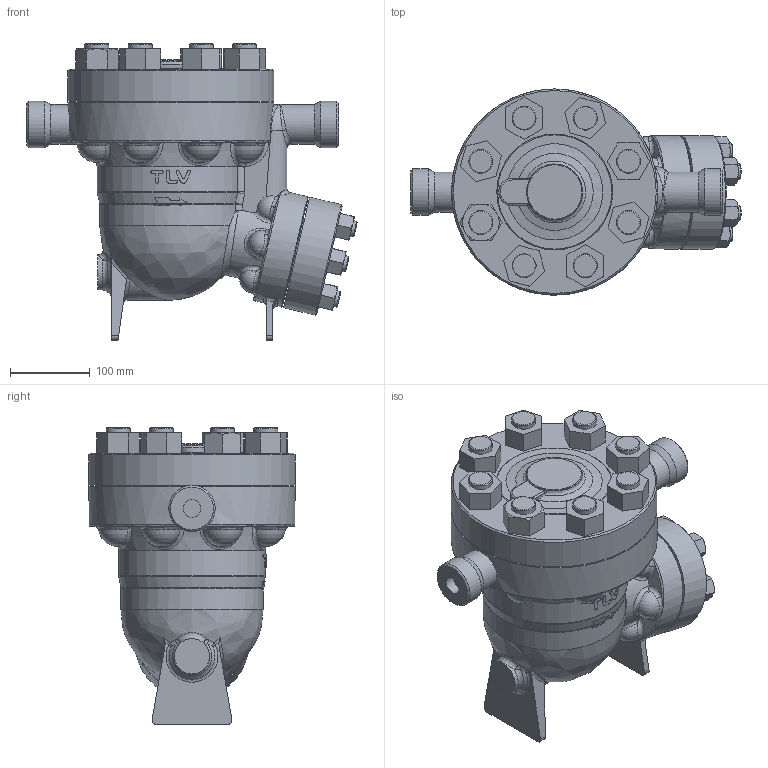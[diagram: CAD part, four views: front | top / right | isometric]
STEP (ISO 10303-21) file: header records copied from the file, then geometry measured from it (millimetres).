
FILE_DESCRIPTION((''),'2;1');
FILE_NAME('jh7hb-020-sw000-00.stp','2010-08-03T15:13:13',('nakaot'),(''),'Autodesk Inventor 2008','Autodesk Inventor 2008','');
FILE_SCHEMA(('AUTOMOTIVE_DESIGN { 1 0 10303 214 1 1 1 1 }'));
Length unit declared in the file: millimetre
Products named in the file (1): jh7hb-020-sw000-00
Bounding box: 413.34 x 258 x 371 mm (x, y, z)
Volume: 11445072.6 mm3; surface area: 616180.5 mm2
Topology: 1 solids, 1 shells, 520 faces, 1314 edges, 831 vertices
Faces by surface type: plane 200, bspline 174, cone 68, cylinder 56, sphere 15, torus 7
Full cylindrical faces by diameter (mm): 20 x12, 22.2 x1, 30 x8, 44 x1, 50 x2, 58 x2, 70 x1, 83 x1, 142 x2, 164 x1, 258 x2
Entity records: 40208 total; most frequent: CARTESIAN_POINT 29807, ORIENTED_EDGE 2236, DIRECTION 1850, EDGE_CURVE 1118, AXIS2_PLACEMENT_3D 776, VERTEX_POINT 754, EDGE_LOOP 674, FACE_OUTER_BOUND 520
